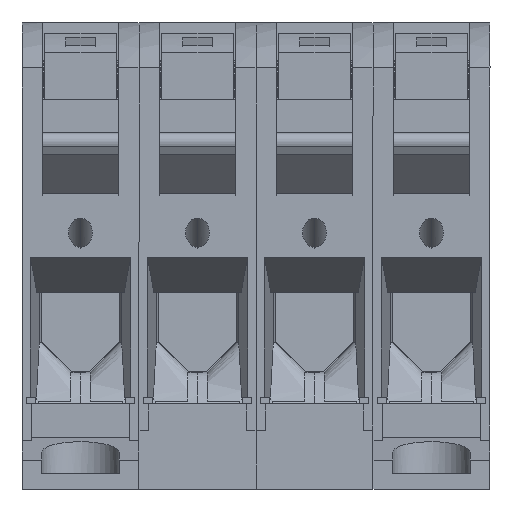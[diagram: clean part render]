
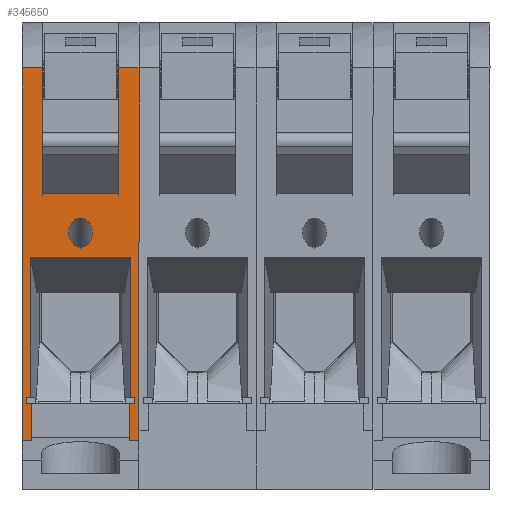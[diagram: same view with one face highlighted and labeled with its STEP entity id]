
A CAD part, front view. The second image highlights one B-rep face of the part: STEP entity #345650.
In plain terms, the highlighted face is planar.
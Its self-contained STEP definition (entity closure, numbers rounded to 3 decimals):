
#8580=CARTESIAN_POINT('',(-45.71,-81.617,
25.));
#8590=VERTEX_POINT('',#8580);
#8880=CARTESIAN_POINT('',(-45.71,-81.617,
25.));
#8890=DIRECTION('',(1.,0.,0.));
#8900=DIRECTION('',(0.,-1.,0.));
#8910=AXIS2_PLACEMENT_3D('',#8880,#8890,#8900);
#8920=PLANE('',#8910);
#10100=CARTESIAN_POINT('',(-45.71,-4.161,
25.));
#10110=VERTEX_POINT('',#10100);
#10140=CARTESIAN_POINT('',(-45.71,-49.182,
25.));
#10150=DIRECTION('',(0.,-1.,0.));
#10160=VECTOR('',#10150,1.);
#10170=LINE('',#10140,#10160);
#10180=EDGE_CURVE('',#10110,#8590,#10170,.T.);
#73530=CARTESIAN_POINT('',(-45.71,-81.617,
50.));
#73540=VERTEX_POINT('',#73530);
#73570=CARTESIAN_POINT('',(-45.71,-49.182,
50.));
#73580=DIRECTION('',(0.,-1.,0.));
#73590=VECTOR('',#73580,1.);
#73600=LINE('',#73570,#73590);
#73610=CARTESIAN_POINT('',(-45.71,-1.928,
50.));
#73620=VERTEX_POINT('',#73610);
#73630=EDGE_CURVE('',#73620,#73540,#73600,.T.);
#74880=CARTESIAN_POINT('',(-45.71,-1.928,
27.));
#74890=VERTEX_POINT('',#74880);
#75120=CARTESIAN_POINT('',(-45.71,-9.846,
27.));
#75130=VERTEX_POINT('',#75120);
#75160=CARTESIAN_POINT('',(-45.71,-49.182,
27.));
#75170=DIRECTION('',(0.,1.,0.));
#75180=VECTOR('',#75170,1.);
#75190=LINE('',#75160,#75180);
#75200=EDGE_CURVE('',#75130,#74890,#75190,.T.);
#77540=CARTESIAN_POINT('',(-45.71,-1.928,
48.));
#77550=VERTEX_POINT('',#77540);
#77580=CARTESIAN_POINT('',(-45.71,-49.182,
48.));
#77590=DIRECTION('',(0.,1.,0.));
#77600=VECTOR('',#77590,1.);
#77610=LINE('',#77580,#77600);
#77620=CARTESIAN_POINT('',(-45.71,-9.846,
48.));
#77630=VERTEX_POINT('',#77620);
#77640=EDGE_CURVE('',#77630,#77550,#77610,.T.);
#90850=CARTESIAN_POINT('',(-45.71,-9.846,
26.));
#90860=VERTEX_POINT('',#90850);
#90890=CARTESIAN_POINT('',(-45.71,-9.846,
2.));
#90900=DIRECTION('',(0.,0.,-1.));
#90910=VECTOR('',#90900,1.);
#90920=LINE('',#90890,#90910);
#90930=EDGE_CURVE('',#75130,#90860,#90920,.T.);
#91030=CARTESIAN_POINT('',(-45.71,-9.846,
49.));
#91040=VERTEX_POINT('',#91030);
#91050=EDGE_CURVE('',#91040,#77630,#90920,.T.);
#91450=CARTESIAN_POINT('',(-45.71,-49.182,
49.));
#91460=DIRECTION('',(0.,-1.,0.));
#91470=VECTOR('',#91460,1.);
#91480=LINE('',#91450,#91470);
#91490=CARTESIAN_POINT('',(-45.71,-11.246,
49.));
#91500=VERTEX_POINT('',#91490);
#91510=EDGE_CURVE('',#91040,#91500,#91480,.T.);
#92180=CARTESIAN_POINT('',(-45.71,-11.246,
48.243));
#92190=VERTEX_POINT('',#92180);
#92220=CARTESIAN_POINT('',(-45.71,-49.182,
48.243));
#92230=DIRECTION('',(0.,1.,0.));
#92240=VECTOR('',#92230,1.);
#92250=LINE('',#92220,#92240);
#92260=CARTESIAN_POINT('',(-45.71,-41.126,
48.243));
#92270=VERTEX_POINT('',#92260);
#92280=EDGE_CURVE('',#92270,#92190,#92250,.T.);
#98750=CARTESIAN_POINT('',(-45.71,-41.126,
26.757));
#98760=VERTEX_POINT('',#98750);
#98790=CARTESIAN_POINT('',(-45.71,-49.182,
26.757));
#98800=DIRECTION('',(0.,1.,0.));
#98810=VECTOR('',#98800,1.);
#98820=LINE('',#98790,#98810);
#98830=CARTESIAN_POINT('',(-45.71,-11.246,
26.757));
#98840=VERTEX_POINT('',#98830);
#98850=EDGE_CURVE('',#98760,#98840,#98820,.T.);
#99290=CARTESIAN_POINT('',(-45.71,-11.246,
26.));
#99300=VERTEX_POINT('',#99290);
#99330=CARTESIAN_POINT('',(-45.71,-49.182,
26.));
#99340=DIRECTION('',(0.,-1.,0.));
#99350=VECTOR('',#99340,1.);
#99360=LINE('',#99330,#99350);
#99370=EDGE_CURVE('',#90860,#99300,#99360,.T.);
#99810=CARTESIAN_POINT('',(-45.71,-11.246,
2.));
#99820=DIRECTION('',(0.,0.,-1.));
#99830=VECTOR('',#99820,1.);
#99840=LINE('',#99810,#99830);
#99850=EDGE_CURVE('',#98840,#99300,#99840,.T.);
#105230=CARTESIAN_POINT('',(-45.71,-41.126,
2.));
#105240=DIRECTION('',(0.,0.,-1.));
#105250=VECTOR('',#105240,1.);
#105260=LINE('',#105230,#105250);
#105270=EDGE_CURVE('',#92270,#98760,#105260,.T.);
#108690=CARTESIAN_POINT('',(-45.71,-11.246,
2.));
#108700=DIRECTION('',(0.,0.,-1.));
#108710=VECTOR('',#108700,1.);
#108720=LINE('',#108690,#108710);
#108730=EDGE_CURVE('',#91500,#92190,#108720,.T.);
#128280=CARTESIAN_POINT('',(-45.71,-81.617,
25.));
#128290=DIRECTION('',(0.,0.,1.));
#128300=VECTOR('',#128290,1.);
#128310=LINE('',#128280,#128300);
#128320=CARTESIAN_POINT('',(-45.71,-81.617,
29.35));
#128330=VERTEX_POINT('',#128320);
#128340=EDGE_CURVE('',#8590,#128330,#128310,.T.);
#128580=CARTESIAN_POINT('',(-45.71,-81.617,
45.65));
#128590=VERTEX_POINT('',#128580);
#128620=EDGE_CURVE('',#128590,#73540,#128310,.T.);
#128860=CARTESIAN_POINT('',(-45.71,-54.848,
29.35));
#128870=VERTEX_POINT('',#128860);
#129890=CARTESIAN_POINT('',(-45.71,-49.182,
29.35));
#129900=DIRECTION('',(0.,-1.,0.));
#129910=VECTOR('',#129900,1.);
#129920=LINE('',#129890,#129910);
#129930=EDGE_CURVE('',#128870,#128330,#129920,.T.);
#131120=CARTESIAN_POINT('',(-45.71,-54.848,
45.65));
#131130=VERTEX_POINT('',#131120);
#131160=CARTESIAN_POINT('',(-45.71,-49.182,
45.65));
#131170=DIRECTION('',(0.,1.,0.));
#131180=VECTOR('',#131170,1.);
#131190=LINE('',#131160,#131180);
#131200=EDGE_CURVE('',#128590,#131130,#131190,.T.);
#131750=CARTESIAN_POINT('',(-45.71,-54.848,
2.));
#131760=DIRECTION('',(0.,0.,1.));
#131770=VECTOR('',#131760,1.);
#131780=LINE('',#131750,#131770);
#131790=EDGE_CURVE('',#128870,#131130,#131780,.T.);
#192760=CARTESIAN_POINT('',(-45.71,-1.928,
-48.));
#192770=DIRECTION('',(0.,0.,1.));
#192780=VECTOR('',#192770,1.);
#192790=LINE('',#192760,#192780);
#192800=EDGE_CURVE('',#77550,#73620,#192790,.T.);
#192850=CARTESIAN_POINT('',(-45.71,-1.928,
-48.));
#192860=DIRECTION('',(0.,0.,-1.));
#192870=VECTOR('',#192860,1.);
#192880=LINE('',#192850,#192870);
#192890=CARTESIAN_POINT('',(-45.71,-1.928,
25.));
#192900=VERTEX_POINT('',#192890);
#192910=EDGE_CURVE('',#74890,#192900,#192880,.T.);
#345180=CARTESIAN_POINT('',(-45.71,-46.436,
37.5));
#345190=DIRECTION('',(-1.,0.,0.));
#345200=DIRECTION('',(0.,-1.,0.));
#345210=AXIS2_PLACEMENT_3D('',#345180,#345190,#345200);
#345220=ELLIPSE('',#345210,3.113,2.55);
#345230=CARTESIAN_POINT('',(-45.71,-49.495,
37.025));
#345240=VERTEX_POINT('',#345230);
#345250=CARTESIAN_POINT('',(-45.71,-49.549,
37.5));
#345260=VERTEX_POINT('',#345250);
#345270=EDGE_CURVE('',#345240,#345260,#345220,.T.);
#345280=ORIENTED_EDGE('',*,*,#345270,.F.);
#345290=CARTESIAN_POINT('',(-45.71,-43.323,
37.5));
#345300=VERTEX_POINT('',#345290);
#345310=EDGE_CURVE('',#345260,#345300,#345220,.T.);
#345320=ORIENTED_EDGE('',*,*,#345310,.F.);
#345330=EDGE_CURVE('',#345300,#345240,#345220,.T.);
#345340=ORIENTED_EDGE('',*,*,#345330,.F.);
#345350=EDGE_LOOP('',(#345340,#345320,#345280));
#345360=FACE_BOUND('',#345350,.T.);
#345370=ORIENTED_EDGE('',*,*,#73630,.F.);
#345380=ORIENTED_EDGE('',*,*,#128620,.T.);
#345390=ORIENTED_EDGE('',*,*,#131200,.F.);
#345400=ORIENTED_EDGE('',*,*,#131790,.T.);
#345410=ORIENTED_EDGE('',*,*,#129930,.F.);
#345420=ORIENTED_EDGE('',*,*,#128340,.T.);
#345430=ORIENTED_EDGE('',*,*,#10180,.T.);
#345440=CARTESIAN_POINT('',(-45.71,-49.182,
25.));
#345450=DIRECTION('',(0.,1.,0.));
#345460=VECTOR('',#345450,1.);
#345470=LINE('',#345440,#345460);
#345480=EDGE_CURVE('',#10110,#192900,#345470,.T.);
#345490=ORIENTED_EDGE('',*,*,#345480,.F.);
#345500=ORIENTED_EDGE('',*,*,#192910,.T.);
#345510=ORIENTED_EDGE('',*,*,#75200,.T.);
#345520=ORIENTED_EDGE('',*,*,#90930,.F.);
#345530=ORIENTED_EDGE('',*,*,#99370,.F.);
#345540=ORIENTED_EDGE('',*,*,#99850,.T.);
#345550=ORIENTED_EDGE('',*,*,#98850,.T.);
#345560=ORIENTED_EDGE('',*,*,#105270,.T.);
#345570=ORIENTED_EDGE('',*,*,#92280,.F.);
#345580=ORIENTED_EDGE('',*,*,#108730,.T.);
#345590=ORIENTED_EDGE('',*,*,#91510,.T.);
#345600=ORIENTED_EDGE('',*,*,#91050,.F.);
#345610=ORIENTED_EDGE('',*,*,#77640,.F.);
#345620=ORIENTED_EDGE('',*,*,#192800,.F.);
#345630=EDGE_LOOP('',(#345620,#345610,#345600,#345590,#345580,#345570,
#345560,#345550,#345540,#345530,#345520,#345510,#345500,#345490,#345430,
#345420,#345410,#345400,#345390,#345380,#345370));
#345640=FACE_OUTER_BOUND('',#345630,.T.);
#345650=ADVANCED_FACE('',(#345360,#345640),#8920,.F.);
